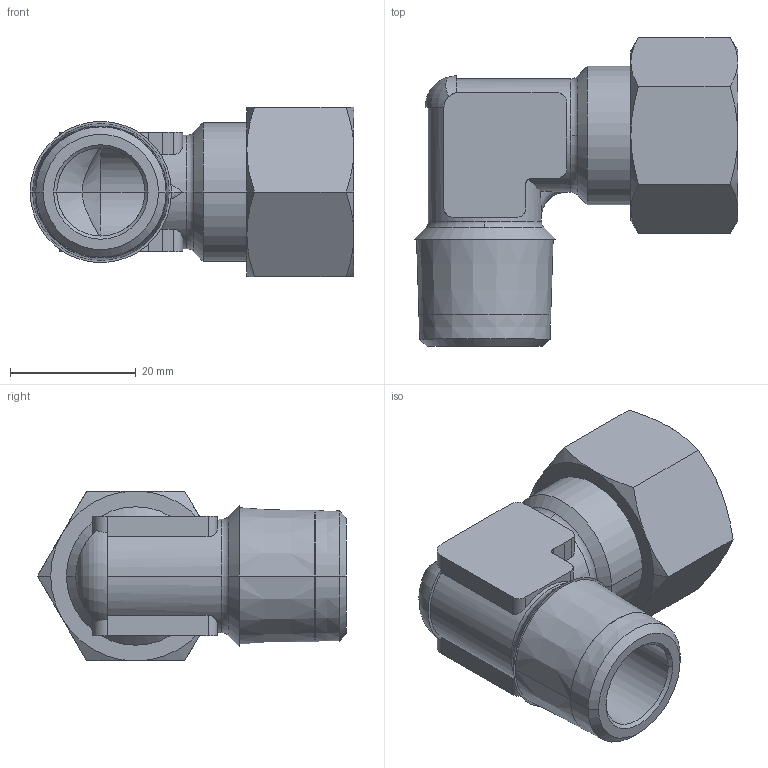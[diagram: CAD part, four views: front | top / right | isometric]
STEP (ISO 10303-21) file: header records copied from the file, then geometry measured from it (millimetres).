
FILE_DESCRIPTION(('STEP AP214'),'1');
FILE_NAME('0109_16_21.stp','2016-07-07T14:32:21',('TraceParts'),('TraceParts S.A.'),'Spatial InterOp 3D',' ',' ');
FILE_SCHEMA(('automotive_design'));
Length unit declared in the file: millimetre
Products named in the file (1): 1
Bounding box: 51.43 x 49.09 x 27 mm (x, y, z)
Volume: 16465.8 mm3; surface area: 9836.3 mm2
Topology: 1 solids, 1 shells, 103 faces, 260 edges, 163 vertices
Faces by surface type: cone 34, cylinder 31, plane 31, torus 7
Entity records: 3569 total; most frequent: CARTESIAN_POINT 1131, ORIENTED_EDGE 520, DIRECTION 512, EDGE_CURVE 260, AXIS2_PLACEMENT_3D 208, VERTEX_POINT 163, EDGE_LOOP 109, ADVANCED_FACE 103
